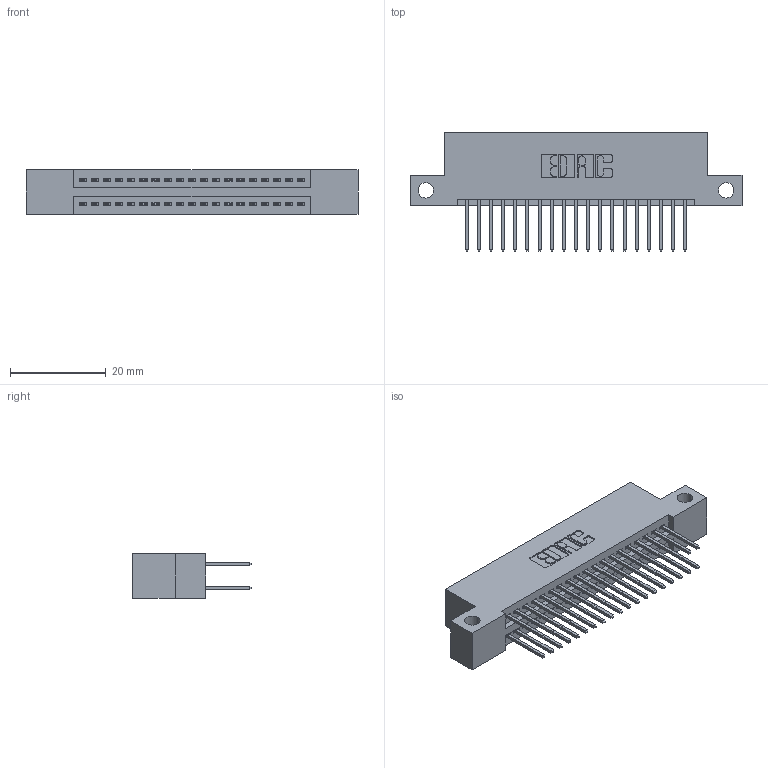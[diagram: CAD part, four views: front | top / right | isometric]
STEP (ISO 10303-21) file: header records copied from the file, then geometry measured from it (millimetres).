
FILE_DESCRIPTION (( 'STEP AP203' ), '1' );
FILE_NAME ('395-038-523-212.STEP', '2018-11-14T02:20:31', ( '' ), ( '' ), 'SwSTEP 2.0', 'SolidWorks 2016', '' );
FILE_SCHEMA (( 'CONFIG_CONTROL_DESIGN' ));
Length unit declared in the file: inch
Products named in the file (3): 395-038-523-212; 345-292-001_345-293-123; 345 Part_Flush Mounting Lugs - Side Mount
Assembly tree (39 placements, depth 2):
  395-038-523-212
    345 Part_Flush Mounting Lugs - Side Mount
    345-292-001_345-293-123  x38
Bounding box: 69.47 x 24.82 x 9.4 mm (x, y, z)
Volume: 6525.4 mm3; surface area: 9413.9 mm2
Topology: 39 solids, 39 shells, 2026 faces, 6003 edges, 3950 vertices
Faces by surface type: plane 1334, cylinder 692
Entity records: 18025 total; most frequent: CARTESIAN_POINT 3044, ORIENTED_EDGE 2978, DIRECTION 2713, EDGE_CURVE 1489, LINE 1281, VECTOR 1281, VERTEX_POINT 990, AXIS2_PLACEMENT_3D 716
